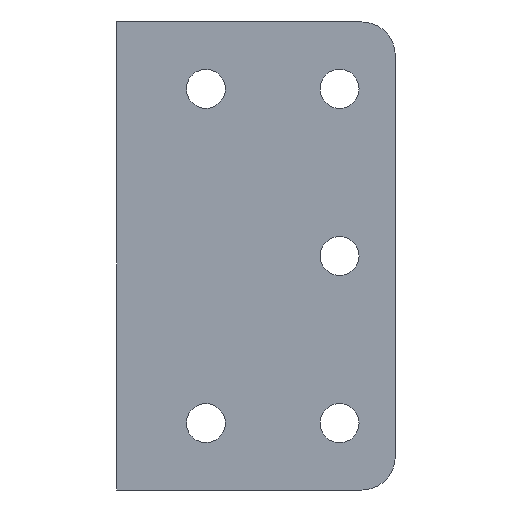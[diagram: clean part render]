
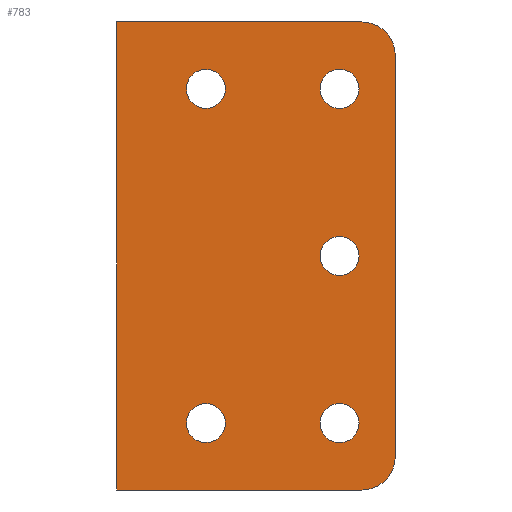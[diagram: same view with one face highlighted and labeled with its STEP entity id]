
A CAD part, left-side view. The second image highlights one B-rep face of the part: STEP entity #783.
In plain terms, the highlighted planar face has unit normal (-1, 0, 0).
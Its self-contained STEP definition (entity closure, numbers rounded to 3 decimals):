
#44=FACE_BOUND('',#168,.T.);
#45=FACE_BOUND('',#169,.T.);
#46=FACE_BOUND('',#170,.T.);
#47=FACE_BOUND('',#171,.T.);
#48=FACE_BOUND('',#172,.T.);
#64=PLANE('',#885);
#101=FACE_OUTER_BOUND('',#167,.T.);
#167=EDGE_LOOP('',(#715,#716,#717,#718,#719,#720));
#168=EDGE_LOOP('',(#721));
#169=EDGE_LOOP('',(#722));
#170=EDGE_LOOP('',(#723));
#171=EDGE_LOOP('',(#724));
#172=EDGE_LOOP('',(#725));
#220=LINE('',#1267,#283);
#227=LINE('',#1295,#290);
#234=LINE('',#1318,#297);
#235=LINE('',#1320,#298);
#283=VECTOR('',#1047,10.);
#290=VECTOR('',#1074,10.);
#297=VECTOR('',#1103,10.);
#298=VECTOR('',#1106,10.);
#328=CIRCLE('',#861,3.);
#335=CIRCLE('',#871,3.);
#336=CIRCLE('',#874,1.75);
#337=CIRCLE('',#876,1.75);
#338=CIRCLE('',#878,1.75);
#339=CIRCLE('',#880,1.75);
#340=CIRCLE('',#882,1.75);
#391=VERTEX_POINT('',#1257);
#392=VERTEX_POINT('',#1259);
#394=VERTEX_POINT('',#1265);
#403=VERTEX_POINT('',#1288);
#404=VERTEX_POINT('',#1290);
#405=VERTEX_POINT('',#1294);
#406=VERTEX_POINT('',#1298);
#407=VERTEX_POINT('',#1302);
#408=VERTEX_POINT('',#1306);
#409=VERTEX_POINT('',#1310);
#410=VERTEX_POINT('',#1314);
#484=EDGE_CURVE('',#391,#392,#328,.T.);
#488=EDGE_CURVE('',#394,#391,#220,.T.);
#500=EDGE_CURVE('',#403,#404,#335,.T.);
#502=EDGE_CURVE('',#404,#405,#227,.T.);
#505=EDGE_CURVE('',#406,#406,#336,.T.);
#507=EDGE_CURVE('',#407,#407,#337,.T.);
#509=EDGE_CURVE('',#408,#408,#338,.T.);
#511=EDGE_CURVE('',#409,#409,#339,.T.);
#513=EDGE_CURVE('',#410,#410,#340,.T.);
#514=EDGE_CURVE('',#392,#403,#234,.T.);
#515=EDGE_CURVE('',#405,#394,#235,.T.);
#715=ORIENTED_EDGE('',*,*,#484,.F.);
#716=ORIENTED_EDGE('',*,*,#488,.F.);
#717=ORIENTED_EDGE('',*,*,#515,.F.);
#718=ORIENTED_EDGE('',*,*,#502,.F.);
#719=ORIENTED_EDGE('',*,*,#500,.F.);
#720=ORIENTED_EDGE('',*,*,#514,.F.);
#721=ORIENTED_EDGE('',*,*,#513,.F.);
#722=ORIENTED_EDGE('',*,*,#511,.F.);
#723=ORIENTED_EDGE('',*,*,#509,.F.);
#724=ORIENTED_EDGE('',*,*,#507,.F.);
#725=ORIENTED_EDGE('',*,*,#505,.F.);
#783=ADVANCED_FACE('',(#101,#44,#45,#46,#47,#48),#64,.F.);
#861=AXIS2_PLACEMENT_3D('',#1260,#1040,#1041);
#871=AXIS2_PLACEMENT_3D('',#1291,#1069,#1070);
#874=AXIS2_PLACEMENT_3D('',#1300,#1079,#1080);
#876=AXIS2_PLACEMENT_3D('',#1304,#1084,#1085);
#878=AXIS2_PLACEMENT_3D('',#1308,#1089,#1090);
#880=AXIS2_PLACEMENT_3D('',#1312,#1094,#1095);
#882=AXIS2_PLACEMENT_3D('',#1316,#1099,#1100);
#885=AXIS2_PLACEMENT_3D('',#1321,#1107,#1108);
#1040=DIRECTION('center_axis',(1.,0.,0.));
#1041=DIRECTION('ref_axis',(0.,-0.707,0.707));
#1047=DIRECTION('',(0.,-1.,0.));
#1069=DIRECTION('center_axis',(1.,0.,0.));
#1070=DIRECTION('ref_axis',(0.,-0.707,-0.707));
#1074=DIRECTION('',(0.,1.,0.));
#1079=DIRECTION('center_axis',(-1.,0.,0.));
#1080=DIRECTION('ref_axis',(0.,-1.,0.));
#1084=DIRECTION('center_axis',(-1.,0.,0.));
#1085=DIRECTION('ref_axis',(0.,-1.,0.));
#1089=DIRECTION('center_axis',(-1.,0.,0.));
#1090=DIRECTION('ref_axis',(0.,-1.,0.));
#1094=DIRECTION('center_axis',(-1.,0.,0.));
#1095=DIRECTION('ref_axis',(0.,-1.,0.));
#1099=DIRECTION('center_axis',(-1.,0.,0.));
#1100=DIRECTION('ref_axis',(0.,-1.,0.));
#1103=DIRECTION('',(0.,0.,-1.));
#1106=DIRECTION('',(0.,0.,1.));
#1107=DIRECTION('center_axis',(1.,0.,0.));
#1108=DIRECTION('ref_axis',(0.,0.,-1.));
#1257=CARTESIAN_POINT('',(0.,-9.5,21.));
#1259=CARTESIAN_POINT('',(0.,-12.5,18.));
#1260=CARTESIAN_POINT('Origin',(0.,-9.5,18.));
#1265=CARTESIAN_POINT('',(0.,12.5,21.));
#1267=CARTESIAN_POINT('',(0.,12.5,21.));
#1288=CARTESIAN_POINT('',(0.,-12.5,-18.));
#1290=CARTESIAN_POINT('',(0.,-9.5,-21.));
#1291=CARTESIAN_POINT('Origin',(0.,-9.5,-18.));
#1294=CARTESIAN_POINT('',(0.,12.5,-21.));
#1295=CARTESIAN_POINT('',(0.,-12.5,-21.));
#1298=CARTESIAN_POINT('',(0.,6.25,-15.));
#1300=CARTESIAN_POINT('Origin',(0.,4.5,-15.));
#1302=CARTESIAN_POINT('',(0.,6.25,15.));
#1304=CARTESIAN_POINT('Origin',(0.,4.5,15.));
#1306=CARTESIAN_POINT('',(0.,-5.75,15.));
#1308=CARTESIAN_POINT('Origin',(0.,-7.5,15.));
#1310=CARTESIAN_POINT('',(0.,-5.75,0.));
#1312=CARTESIAN_POINT('Origin',(0.,-7.5,0.));
#1314=CARTESIAN_POINT('',(0.,-5.75,-15.));
#1316=CARTESIAN_POINT('Origin',(0.,-7.5,-15.));
#1318=CARTESIAN_POINT('',(0.,-12.5,21.));
#1320=CARTESIAN_POINT('',(0.,12.5,-21.));
#1321=CARTESIAN_POINT('Origin',(0.,0.,0.));
